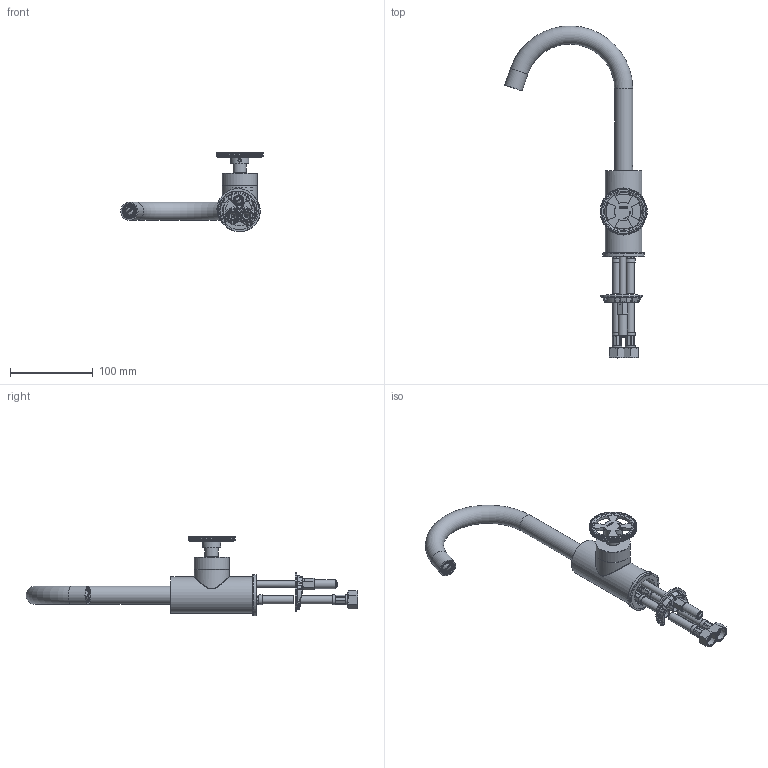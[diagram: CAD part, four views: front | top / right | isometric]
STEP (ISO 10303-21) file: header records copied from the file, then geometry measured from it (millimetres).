
FILE_DESCRIPTION(/* description */ ('Unknown'),/* implementation_level */ '2;1');
FILE_NAME(/* name */ 'CW004-00',/* time_stamp */ '2019-10-21T08:05:04+02:00',/* author */ ('Unknown'),/* organization */ ('Unknown'),/* preprocessor_version */ 'ST-DEVELOPER v16.7',/* originating_system */ 'DEX',/* authorisation */ $);
FILE_SCHEMA (('AUTOMOTIVE_DESIGN {1 0 10303 214 3 1 1}'));
Length unit declared in the file: millimetre
Products named in the file (44): CW004-00; BR003-004; BR003-004-1; BR003-004-2; BR003-004-3; BR003-004-4; BR003-004-5; CB004-004; CB004-08; CB004-11; CB004-09; CW004-05; CB004-003; grano bocca; CB004-02; CW004-04; CB003-005; BR003-002-1 treccia; BR003-002-2 oring7.65x1.78.1; BR003-002-3 bussola_aggraffatura; BR003-002-4 treccia1; BR003-002-5 guarnizione_inserita; BR003-002-9 codolo_m10x1; BR003-002-6 bussola_aggraffatura1; BR003-002-7 codolo_cartella; BR003-002-8 calotta_3-8; CW004-02; CB003-05; CB003-004; CB004-002; CW003-08; CW004-03; CW003-001; Mix-Progressiv29; CB029-13; CB004-06; CB004-10; B077-52; CW004-01; CW003-06 ...
Assembly tree (53 placements, depth 3):
  CW004-00
    BR003-004
      BR003-004-1
      BR003-004-2
      BR003-004-3
      BR003-004-4
      BR003-004-5
    CB004-004
      CB004-08
      CB004-11  x2
      CB004-09
    CW004-05
    CB004-003
      grano bocca
      CB004-02
    CW004-04
    CB003-005
      BR003-002-1 treccia
      BR003-002-2 oring7.65x1.78.1
      BR003-002-3 bussola_aggraffatura
      BR003-002-4 treccia1
      BR003-002-5 guarnizione_inserita
      BR003-002-9 codolo_m10x1
      BR003-002-6 bussola_aggraffatura1
      BR003-002-7 codolo_cartella
      BR003-002-8 calotta_3-8
    CW004-02
    CB003-05
    CB003-004
      BR003-002-1 treccia
      BR003-002-2 oring7.65x1.78.1
      BR003-002-3 bussola_aggraffatura
      BR003-002-4 treccia1
      BR003-002-5 guarnizione_inserita
      BR003-002-9 codolo_m10x1
      BR003-002-6 bussola_aggraffatura1
      BR003-002-7 codolo_cartella
      BR003-002-8 calotta_3-8
    CB004-002
    CW003-08
    CW004-03
    CW003-001
      Mix-Progressiv29
    CB029-13
    CB004-06
    CB004-10
    B077-52
    CW004-01
    CW003-06
    CW004-06
    CW003-07
    CW003-10
    CW003-02
Bounding box: 172.3 x 401.89 x 96.6 mm (x, y, z)
Volume: 229955.7 mm3; surface area: 159666.1 mm2
Topology: 47 solids, 251 shells, 3621 faces, 8003 edges, 4957 vertices
Faces by surface type: plane 1159, cylinder 1113, bspline 777, torus 352, cone 217, sphere 3
Full cylindrical faces by diameter (mm): 0.75 x204, 1.65 x1, 2 x4, 3.242 x2, 3.35 x1, 3.983 x2, 4 x7, 4.129 x2, 4.2 x1, 5 x2, 5.2 x12, 5.8 x1, 6 x7, 6.5 x1, 6.647 x2, 6.8 x1, 6.95 x1, 7 x12, 7.2 x4, 7.3 x1, 8 x2, 8.2 x2, 8.5 x2, 8.85 x1, 8.917 x6, 9 x6, 9.56 x4, 10 x8, 10.5 x4, 10.7 x2
Entity records: 121770 total; most frequent: CARTESIAN_POINT 33781, ORIENTED_EDGE 13506, DIRECTION 13331, EDGE_CURVE 6753, AXIS2_PLACEMENT_3D 5807, VERTEX_POINT 4420, FACE_BOUND 4103, EDGE_LOOP 4092
